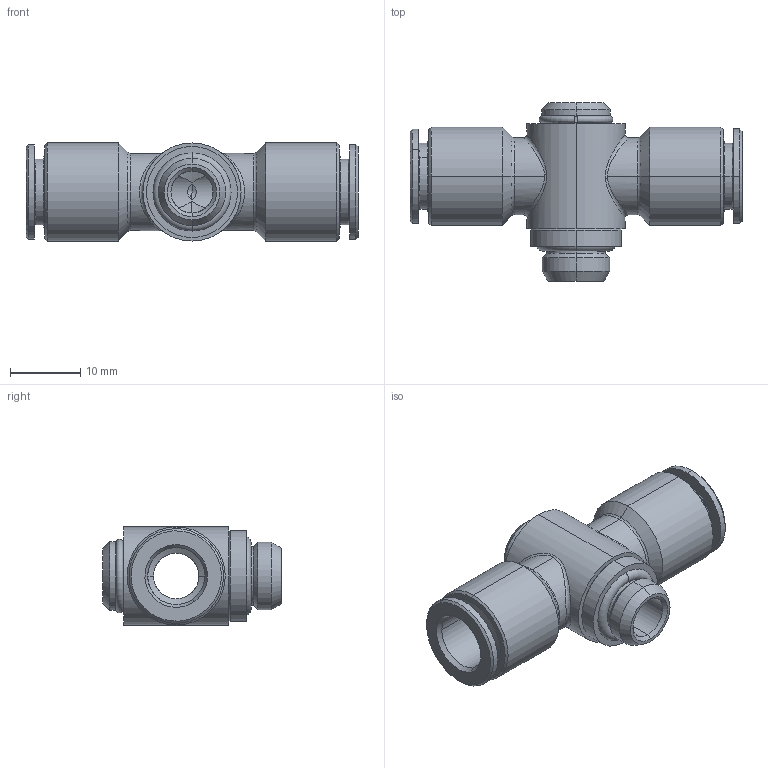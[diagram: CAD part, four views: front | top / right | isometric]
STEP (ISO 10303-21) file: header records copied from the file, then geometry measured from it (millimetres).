
FILE_DESCRIPTION (( 'STEP AP203' ), '1' );
FILE_NAME ('A0120041.STEP', '2009-11-25T08:50:18', ( 'Gabriele' ), ( 'C.Matic srl' ), 'SwSTEP 2.0', 'SolidWorks 2009', '' );
FILE_SCHEMA (( 'CONFIG_CONTROL_DESIGN' ));
Length unit declared in the file: millimetre
Products named in the file (1): A0120041
Bounding box: 47.4 x 25.5 x 14 mm (x, y, z)
Volume: 5232.3 mm3; surface area: 4480.3 mm2
Topology: 1 solids, 1 shells, 131 faces, 285 edges, 169 vertices
Faces by surface type: cone 47, cylinder 44, plane 29, torus 7, bspline 4
Entity records: 5927 total; most frequent: CARTESIAN_POINT 2964, DIRECTION 646, ORIENTED_EDGE 562, EDGE_CURVE 281, AXIS2_PLACEMENT_3D 269, VERTEX_POINT 169, EDGE_LOOP 152, CIRCLE 141
